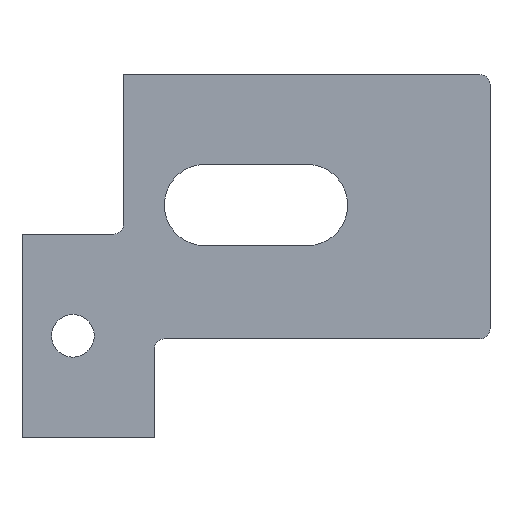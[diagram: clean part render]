
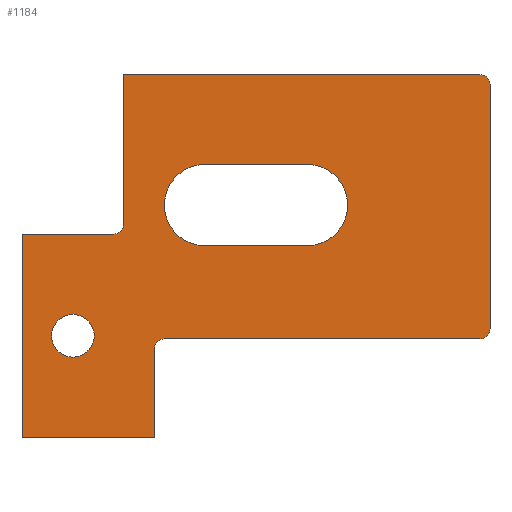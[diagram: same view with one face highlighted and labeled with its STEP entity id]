
A CAD part, front view. The second image highlights one B-rep face of the part: STEP entity #1184.
In plain terms, the highlighted planar face has unit normal (0, -1, 0).
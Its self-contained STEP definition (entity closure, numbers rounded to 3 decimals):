
#19=FACE_BOUND('',#166,.T.);
#20=FACE_BOUND('',#167,.T.);
#48=PLANE('',#1313);
#102=FACE_OUTER_BOUND('',#165,.T.);
#165=EDGE_LOOP('',(#1028,#1029,#1030,#1031,#1032,#1033,#1034,#1035,#1036,
#1037,#1038,#1039));
#166=EDGE_LOOP('',(#1040,#1041,#1042,#1043));
#167=EDGE_LOOP('',(#1044));
#201=LINE('',#1717,#325);
#216=LINE('',#1767,#340);
#219=LINE('',#1775,#343);
#225=LINE('',#1796,#349);
#230=LINE('',#1813,#354);
#270=LINE('',#1915,#394);
#280=LINE('',#1937,#404);
#288=LINE('',#1961,#412);
#301=LINE('',#1991,#425);
#302=LINE('',#1992,#426);
#325=VECTOR('',#1366,10.);
#340=VECTOR('',#1411,10.);
#343=VECTOR('',#1420,10.);
#349=VECTOR('',#1440,10.);
#354=VECTOR('',#1457,10.);
#394=VECTOR('',#1545,10.);
#404=VECTOR('',#1567,10.);
#412=VECTOR('',#1593,10.);
#425=VECTOR('',#1628,10.);
#426=VECTOR('',#1629,10.);
#451=CIRCLE('',#1246,1.);
#452=CIRCLE('',#1249,1.);
#454=CIRCLE('',#1253,1.);
#456=CIRCLE('',#1256,1.);
#475=CIRCLE('',#1297,4.);
#478=CIRCLE('',#1304,4.);
#481=CIRCLE('',#1314,2.1);
#501=VERTEX_POINT('',#1714);
#502=VERTEX_POINT('',#1716);
#521=VERTEX_POINT('',#1760);
#522=VERTEX_POINT('',#1765);
#523=VERTEX_POINT('',#1769);
#524=VERTEX_POINT('',#1773);
#526=VERTEX_POINT('',#1779);
#529=VERTEX_POINT('',#1786);
#530=VERTEX_POINT('',#1788);
#532=VERTEX_POINT('',#1794);
#538=VERTEX_POINT('',#1812);
#576=VERTEX_POINT('',#1913);
#581=VERTEX_POINT('',#1935);
#582=VERTEX_POINT('',#1936);
#586=VERTEX_POINT('',#1948);
#589=VERTEX_POINT('',#1960);
#596=VERTEX_POINT('',#1993);
#618=EDGE_CURVE('',#501,#502,#201,.T.);
#641=EDGE_CURVE('',#521,#501,#451,.T.);
#644=EDGE_CURVE('',#521,#522,#216,.T.);
#646=EDGE_CURVE('',#523,#522,#452,.T.);
#648=EDGE_CURVE('',#524,#523,#219,.T.);
#650=EDGE_CURVE('',#526,#524,#454,.T.);
#654=EDGE_CURVE('',#529,#530,#456,.T.);
#658=EDGE_CURVE('',#529,#532,#225,.T.);
#666=EDGE_CURVE('',#530,#538,#230,.T.);
#719=EDGE_CURVE('',#576,#532,#270,.T.);
#730=EDGE_CURVE('',#581,#582,#280,.T.);
#736=EDGE_CURVE('',#582,#586,#475,.T.);
#742=EDGE_CURVE('',#586,#589,#288,.T.);
#745=EDGE_CURVE('',#589,#581,#478,.T.);
#758=EDGE_CURVE('',#538,#526,#301,.T.);
#759=EDGE_CURVE('',#502,#576,#302,.T.);
#760=EDGE_CURVE('',#596,#596,#481,.T.);
#1028=ORIENTED_EDGE('',*,*,#646,.F.);
#1029=ORIENTED_EDGE('',*,*,#648,.F.);
#1030=ORIENTED_EDGE('',*,*,#650,.F.);
#1031=ORIENTED_EDGE('',*,*,#758,.F.);
#1032=ORIENTED_EDGE('',*,*,#666,.F.);
#1033=ORIENTED_EDGE('',*,*,#654,.F.);
#1034=ORIENTED_EDGE('',*,*,#658,.T.);
#1035=ORIENTED_EDGE('',*,*,#719,.F.);
#1036=ORIENTED_EDGE('',*,*,#759,.F.);
#1037=ORIENTED_EDGE('',*,*,#618,.F.);
#1038=ORIENTED_EDGE('',*,*,#641,.F.);
#1039=ORIENTED_EDGE('',*,*,#644,.T.);
#1040=ORIENTED_EDGE('',*,*,#742,.T.);
#1041=ORIENTED_EDGE('',*,*,#745,.T.);
#1042=ORIENTED_EDGE('',*,*,#730,.T.);
#1043=ORIENTED_EDGE('',*,*,#736,.T.);
#1044=ORIENTED_EDGE('',*,*,#760,.T.);
#1184=ADVANCED_FACE('',(#102,#19,#20),#48,.T.);
#1246=AXIS2_PLACEMENT_3D('',#1762,#1405,#1406);
#1249=AXIS2_PLACEMENT_3D('',#1771,#1415,#1416);
#1253=AXIS2_PLACEMENT_3D('',#1780,#1425,#1426);
#1256=AXIS2_PLACEMENT_3D('',#1789,#1433,#1434);
#1297=AXIS2_PLACEMENT_3D('',#1949,#1578,#1579);
#1304=AXIS2_PLACEMENT_3D('',#1966,#1598,#1599);
#1313=AXIS2_PLACEMENT_3D('',#1990,#1626,#1627);
#1314=AXIS2_PLACEMENT_3D('',#1994,#1630,#1631);
#1366=DIRECTION('',(0.,0.,-1.));
#1405=DIRECTION('center_axis',(0.,-1.,0.));
#1406=DIRECTION('ref_axis',(-0.707,0.,0.707));
#1411=DIRECTION('',(1.,0.,0.));
#1415=DIRECTION('center_axis',(0.,1.,0.));
#1416=DIRECTION('ref_axis',(0.707,0.,-0.707));
#1420=DIRECTION('',(0.,0.,-1.));
#1425=DIRECTION('center_axis',(0.,1.,0.));
#1426=DIRECTION('ref_axis',(0.707,0.,0.707));
#1433=DIRECTION('center_axis',(0.,-1.,0.));
#1434=DIRECTION('ref_axis',(0.707,0.,-0.707));
#1440=DIRECTION('',(-1.,0.,0.));
#1457=DIRECTION('',(0.,0.,1.));
#1545=DIRECTION('',(0.,0.,1.));
#1567=DIRECTION('',(1.,0.,0.));
#1578=DIRECTION('center_axis',(0.,1.,0.));
#1579=DIRECTION('ref_axis',(0.,0.,1.));
#1593=DIRECTION('',(-1.,0.,0.));
#1598=DIRECTION('center_axis',(0.,1.,0.));
#1599=DIRECTION('ref_axis',(0.,0.,-1.));
#1626=DIRECTION('center_axis',(0.,-1.,0.));
#1627=DIRECTION('ref_axis',(0.,0.,1.));
#1628=DIRECTION('',(1.,0.,0.));
#1629=DIRECTION('',(-1.,0.,0.));
#1630=DIRECTION('center_axis',(0.,1.,0.));
#1631=DIRECTION('ref_axis',(1.,0.,0.));
#1714=CARTESIAN_POINT('',(0.,-33.,-1.312));
#1716=CARTESIAN_POINT('',(0.,-33.,-10.));
#1717=CARTESIAN_POINT('',(0.,-33.,10.));
#1760=CARTESIAN_POINT('',(1.,-33.,-0.312));
#1762=CARTESIAN_POINT('Origin',(1.,-33.,-1.312));
#1765=CARTESIAN_POINT('',(32.,-33.,-0.312));
#1767=CARTESIAN_POINT('',(0.,-33.,-0.312));
#1769=CARTESIAN_POINT('',(33.,-33.,0.688));
#1771=CARTESIAN_POINT('Origin',(32.,-33.,0.688));
#1773=CARTESIAN_POINT('',(33.,-33.,24.687));
#1775=CARTESIAN_POINT('',(33.,-33.,25.687));
#1779=CARTESIAN_POINT('',(32.,-33.,25.687));
#1780=CARTESIAN_POINT('Origin',(32.,-33.,24.687));
#1786=CARTESIAN_POINT('',(-4.,-33.,10.));
#1788=CARTESIAN_POINT('',(-3.,-33.,11.));
#1789=CARTESIAN_POINT('Origin',(-4.,-33.,11.));
#1794=CARTESIAN_POINT('',(-13.,-33.,10.));
#1796=CARTESIAN_POINT('',(0.,-33.,10.));
#1812=CARTESIAN_POINT('',(-3.,-33.,25.687));
#1813=CARTESIAN_POINT('',(-3.,-33.,6.188));
#1913=CARTESIAN_POINT('',(-13.,-33.,-10.));
#1915=CARTESIAN_POINT('',(-13.,-33.,10.));
#1935=CARTESIAN_POINT('',(5.,-33.,16.844));
#1936=CARTESIAN_POINT('',(15.,-33.,16.844));
#1937=CARTESIAN_POINT('',(7.5,-33.,16.844));
#1948=CARTESIAN_POINT('',(15.,-33.,8.844));
#1949=CARTESIAN_POINT('Origin',(15.,-33.,12.844));
#1960=CARTESIAN_POINT('',(5.,-33.,8.844));
#1961=CARTESIAN_POINT('',(2.5,-33.,8.844));
#1966=CARTESIAN_POINT('Origin',(5.,-33.,12.844));
#1990=CARTESIAN_POINT('Origin',(0.,-33.,-10.));
#1991=CARTESIAN_POINT('',(0.,-33.,25.687));
#1992=CARTESIAN_POINT('',(0.,-33.,-10.));
#1993=CARTESIAN_POINT('',(-10.1,-33.,0.));
#1994=CARTESIAN_POINT('Origin',(-8.,-33.,0.));
